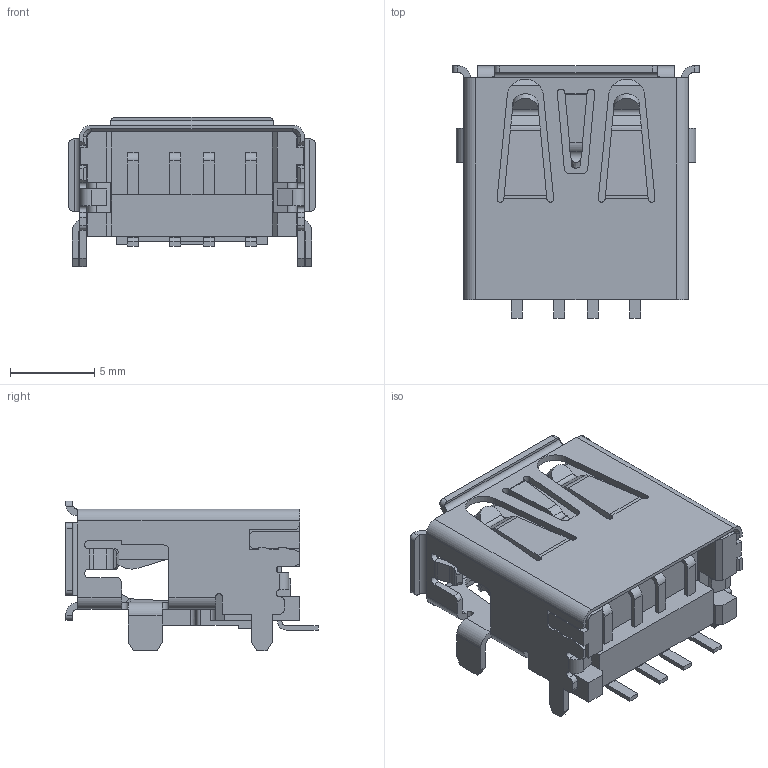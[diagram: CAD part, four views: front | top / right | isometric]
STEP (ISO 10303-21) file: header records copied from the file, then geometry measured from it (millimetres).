
FILE_DESCRIPTION(/* description */ (''),/* implementation_level */ '2;1');
FILE_NAME(/* name */ 'TE - 1932638-3.step',/* time_stamp */ '2019-12-07T03:47:00+00:00',/* author */ (''),/* organization */ (''),/* preprocessor_version */ 'ST-DEVELOPER v18',/* originating_system */ 'Autodesk Translation Framework v8.12.0.6',/* authorisation */ '');
FILE_SCHEMA (('AUTOMOTIVE_DESIGN { 1 0 10303 214 3 1 1 }'));
Length unit declared in the file: millimetre
Products named in the file (1): TE - USB2.0A
Bounding box: 14.63 x 14.94 x 8.86 mm (x, y, z)
Volume: 653.6 mm3; surface area: 1473.2 mm2
Topology: 1 solids, 1 shells, 563 faces, 1551 edges, 976 vertices
Faces by surface type: plane 356, cylinder 172, bspline 31, cone 4
Entity records: 25498 total; most frequent: CARTESIAN_POINT 10903, ORIENTED_EDGE 3098, DIRECTION 2867, EDGE_CURVE 1549, LINE 1181, VECTOR 1181, VERTEX_POINT 976, AXIS2_PLACEMENT_3D 843
